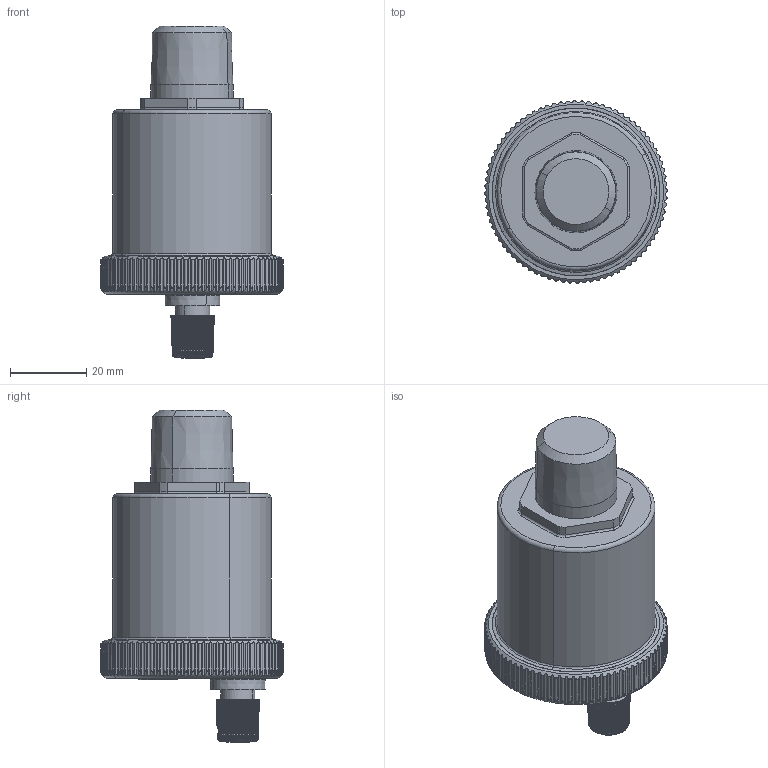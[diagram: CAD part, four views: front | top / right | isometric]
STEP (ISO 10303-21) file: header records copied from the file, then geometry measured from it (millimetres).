
FILE_DESCRIPTION(('CATIA V5 STEP Exchange'),'2;1');
FILE_NAME('STEP_502040A_-_TST.stp','2018-09-20T14:11:54+00:00',('none'),('none'),'CATIA Version 5-6 Release 2016 SP4','CATIA V5 STEP AP203','none');
FILE_SCHEMA(('CONFIG_CONTROL_DESIGN'));
Length unit declared in the file: millimetre
Products named in the file (1): 502040A - TST
Bounding box: 47.9 x 47.9 x 87.1 mm (x, y, z)
Volume: 79669.9 mm3; surface area: 12091.6 mm2
Topology: 1 solids, 1 shells, 761 faces, 2225 edges, 1463 vertices
Faces by surface type: plane 310, cylinder 231, extrusion 147, bspline 29, torus 20, cone 15, sphere 9
Entity records: 31152 total; most frequent: CARTESIAN_POINT 13558, ORIENTED_EDGE 4420, DIRECTION 2307, EDGE_CURVE 2210, VERTEX_POINT 1463, B_SPLINE_CURVE_WITH_KNOTS 1299, VECTOR 944, AXIS2_PLACEMENT_3D 813
